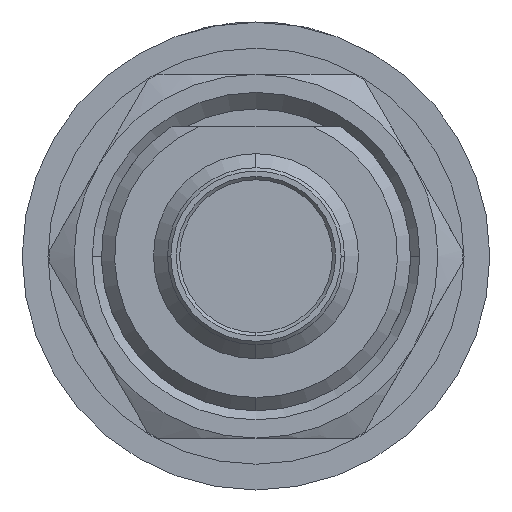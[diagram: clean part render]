
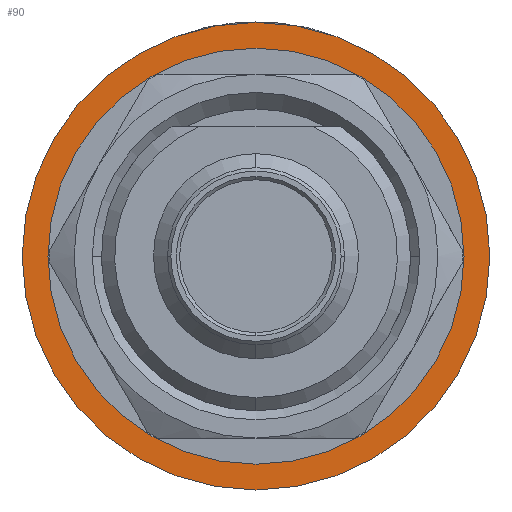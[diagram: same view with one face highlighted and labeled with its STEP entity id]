
A CAD part, left-side view. The second image highlights one B-rep face of the part: STEP entity #90.
In plain terms, the highlighted planar face has unit normal (-1, 0, 0).
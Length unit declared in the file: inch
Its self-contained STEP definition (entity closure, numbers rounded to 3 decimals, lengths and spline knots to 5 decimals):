
#90 = ADVANCED_FACE ( 'NONE', ( #3666, #678 ), #1377, .T. ) ;
#134 = AXIS2_PLACEMENT_3D ( 'NONE', #1993, #7301, #6723 ) ;
#273 = CIRCLE ( 'NONE', #4601, 0.27835 ) ;
#291 = VERTEX_POINT ( 'NONE', #2057 ) ;
#508 = CIRCLE ( 'NONE', #134, 0.27835 ) ;
#609 = DIRECTION ( 'NONE',  ( 1., 0., 0. ) ) ;
#678 = FACE_OUTER_BOUND ( 'NONE', #5185, .T. ) ;
#714 = DIRECTION ( 'NONE',  ( 0., 0., 1. ) ) ;
#740 = EDGE_CURVE ( 'NONE', #5754, #4520, #5558, .T. ) ;
#1377 = PLANE ( 'NONE',  #2810 ) ;
#1993 = CARTESIAN_POINT ( 'NONE',  ( 0.57913, 0., 0. ) ) ;
#2057 = CARTESIAN_POINT ( 'NONE',  ( 0.57913, 0., -0.27835 ) ) ;
#2133 = CIRCLE ( 'NONE', #5857, 0.22736 ) ;
#2393 = CARTESIAN_POINT ( 'NONE',  ( 0.57913, 0., 0. ) ) ;
#2810 = AXIS2_PLACEMENT_3D ( 'NONE', #5442, #6025, #714 ) ;
#2846 = CARTESIAN_POINT ( 'NONE',  ( 0.57913, 0., 0. ) ) ;
#3307 = EDGE_CURVE ( 'NONE', #6145, #291, #508, .T. ) ;
#3488 = DIRECTION ( 'NONE',  ( -1., 0., 0. ) ) ;
#3601 = DIRECTION ( 'NONE',  ( 0., 0., 1. ) ) ;
#3666 = FACE_BOUND ( 'NONE', #5414, .T. ) ;
#3884 = CARTESIAN_POINT ( 'NONE',  ( 0.57913, 0., -0.22736 ) ) ;
#4520 = VERTEX_POINT ( 'NONE', #7208 ) ;
#4561 = CARTESIAN_POINT ( 'NONE',  ( 0.57913, 0., 0.27835 ) ) ;
#4601 = AXIS2_PLACEMENT_3D ( 'NONE', #2393, #3488, #3601 ) ;
#4647 = DIRECTION ( 'NONE',  ( 0., 0., 1. ) ) ;
#4770 = EDGE_CURVE ( 'NONE', #291, #6145, #273, .T. ) ;
#4886 = ORIENTED_EDGE ( 'NONE', *, *, #4770, .T. ) ;
#4937 = AXIS2_PLACEMENT_3D ( 'NONE', #2846, #5823, #7569 ) ;
#5185 = EDGE_LOOP ( 'NONE', ( #5954, #4886 ) ) ;
#5229 = CARTESIAN_POINT ( 'NONE',  ( 0.57913, 0., 0. ) ) ;
#5414 = EDGE_LOOP ( 'NONE', ( #6471, #7477 ) ) ;
#5442 = CARTESIAN_POINT ( 'NONE',  ( 0.57913, 0., 0. ) ) ;
#5558 = CIRCLE ( 'NONE', #4937, 0.22736 ) ;
#5754 = VERTEX_POINT ( 'NONE', #3884 ) ;
#5823 = DIRECTION ( 'NONE',  ( 1., 0., 0. ) ) ;
#5857 = AXIS2_PLACEMENT_3D ( 'NONE', #5229, #609, #4647 ) ;
#5954 = ORIENTED_EDGE ( 'NONE', *, *, #3307, .T. ) ;
#6025 = DIRECTION ( 'NONE',  ( -1., 0., 0. ) ) ;
#6145 = VERTEX_POINT ( 'NONE', #4561 ) ;
#6471 = ORIENTED_EDGE ( 'NONE', *, *, #6763, .T. ) ;
#6723 = DIRECTION ( 'NONE',  ( 0., 0., 1. ) ) ;
#6763 = EDGE_CURVE ( 'NONE', #4520, #5754, #2133, .T. ) ;
#7208 = CARTESIAN_POINT ( 'NONE',  ( 0.57913, 0., 0.22736 ) ) ;
#7301 = DIRECTION ( 'NONE',  ( -1., 0., 0. ) ) ;
#7477 = ORIENTED_EDGE ( 'NONE', *, *, #740, .T. ) ;
#7569 = DIRECTION ( 'NONE',  ( 0., 0., 1. ) ) ;
